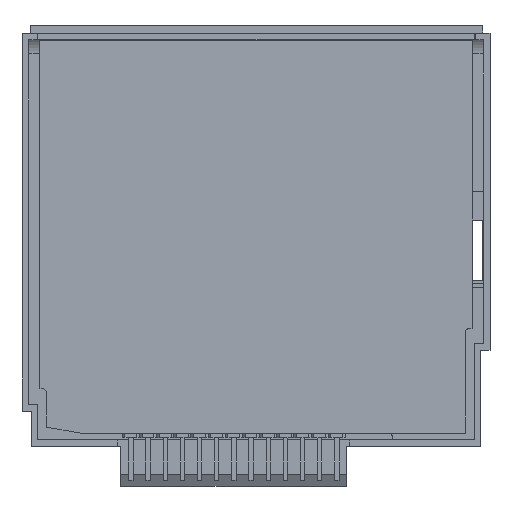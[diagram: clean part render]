
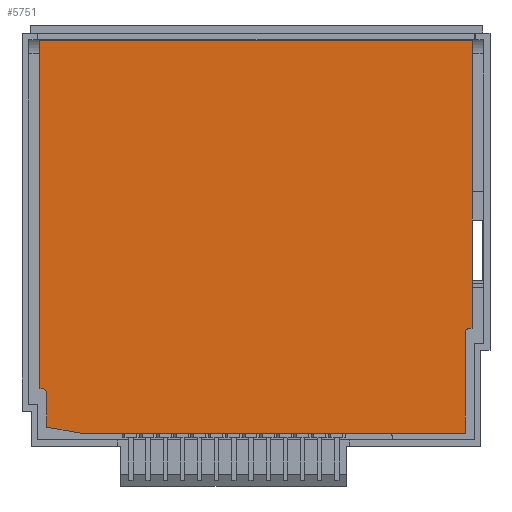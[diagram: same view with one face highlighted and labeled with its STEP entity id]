
A CAD part, front view. The second image highlights one B-rep face of the part: STEP entity #5751.
In plain terms, the highlighted planar face has unit normal (0, -1, 0).
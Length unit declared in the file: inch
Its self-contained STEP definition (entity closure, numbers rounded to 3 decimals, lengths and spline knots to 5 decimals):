
#25 = CARTESIAN_POINT ( 'NONE',  ( -1.2589, 0.11811, -2.11083 ) ) ;
#182 = VERTEX_POINT ( 'NONE', #12354 ) ;
#351 = VECTOR ( 'NONE', #17323, 39.37008 ) ;
#457 = VECTOR ( 'NONE', #10714, 39.37008 ) ;
#800 = ORIENTED_EDGE ( 'NONE', *, *, #12042, .F. ) ;
#948 = AXIS2_PLACEMENT_3D ( 'NONE', #6646, #13612, #2457 ) ;
#951 = PLANE ( 'NONE',  #6973 ) ;
#1111 = LINE ( 'NONE', #14780, #2604 ) ;
#1192 = CARTESIAN_POINT ( 'NONE',  ( -1.2589, 0.11811, -2.14083 ) ) ;
#1604 = CARTESIAN_POINT ( 'NONE',  ( -1.2189, 0.11811, -2.33583 ) ) ;
#1641 = CARTESIAN_POINT ( 'NONE',  ( -1.2489, 0.11811, -1.75833 ) ) ;
#1733 = ORIENTED_EDGE ( 'NONE', *, *, #5117, .F. ) ;
#1913 = DIRECTION ( 'NONE',  ( 0., 0., -1. ) ) ;
#1934 = VERTEX_POINT ( 'NONE', #7409 ) ;
#2094 = CARTESIAN_POINT ( 'NONE',  ( 1.2586, 0.11811, -2.14083 ) ) ;
#2156 = EDGE_CURVE ( 'NONE', #182, #2835, #13128, .T. ) ;
#2327 = DIRECTION ( 'NONE',  ( -1., 0., 0. ) ) ;
#2427 = VERTEX_POINT ( 'NONE', #25 ) ;
#2457 = DIRECTION ( 'NONE',  ( 0., 0., -1. ) ) ;
#2604 = VECTOR ( 'NONE', #16098, 39.37008 ) ;
#2835 = VERTEX_POINT ( 'NONE', #11379 ) ;
#3253 = LINE ( 'NONE', #7108, #9076 ) ;
#3515 = ORIENTED_EDGE ( 'NONE', *, *, #15013, .F. ) ;
#3930 = ORIENTED_EDGE ( 'NONE', *, *, #7173, .F. ) ;
#3970 = LINE ( 'NONE', #15937, #351 ) ;
#4226 = VERTEX_POINT ( 'NONE', #1604 ) ;
#4263 = DIRECTION ( 'NONE',  ( -1., 0., 0. ) ) ;
#4354 = LINE ( 'NONE', #2094, #9537 ) ;
#4530 = LINE ( 'NONE', #1192, #457 ) ;
#4953 = EDGE_CURVE ( 'NONE', #2835, #4226, #9516, .T. ) ;
#5117 = EDGE_CURVE ( 'NONE', #12539, #14015, #13409, .T. ) ;
#5119 = EDGE_CURVE ( 'NONE', #13825, #182, #1111, .T. ) ;
#5244 = CARTESIAN_POINT ( 'NONE',  ( 1.2186, 0.11811, -1.78833 ) ) ;
#5388 = FACE_OUTER_BOUND ( 'NONE', #6285, .T. ) ;
#5660 = VERTEX_POINT ( 'NONE', #13258 ) ;
#5746 = VECTOR ( 'NONE', #15820, 39.37008 ) ;
#5751 = ADVANCED_FACE ( 'NONE', ( #5388 ), #951, .F. ) ;
#6285 = EDGE_LOOP ( 'NONE', ( #14222, #800, #15320, #10402, #8621, #3930, #11449, #9442, #1733, #3515, #7057 ) ) ;
#6321 = EDGE_CURVE ( 'NONE', #5660, #15277, #12520, .T. ) ;
#6488 = CARTESIAN_POINT ( 'NONE',  ( -1.2489, 0.11811, -0.08583 ) ) ;
#6646 = CARTESIAN_POINT ( 'NONE',  ( 1.2486, 0.11811, -1.78833 ) ) ;
#6973 = AXIS2_PLACEMENT_3D ( 'NONE', #17516, #14763, #2327 ) ;
#7057 = ORIENTED_EDGE ( 'NONE', *, *, #14499, .F. ) ;
#7108 = CARTESIAN_POINT ( 'NONE',  ( -1.2489, 0.11811, -2.11083 ) ) ;
#7173 = EDGE_CURVE ( 'NONE', #15277, #13825, #7506, .T. ) ;
#7235 = CARTESIAN_POINT ( 'NONE',  ( -1.2189, 0.11811, -2.14083 ) ) ;
#7409 = CARTESIAN_POINT ( 'NONE',  ( -1.2489, 0.11811, -2.11083 ) ) ;
#7420 = EDGE_CURVE ( 'NONE', #16016, #1934, #17860, .T. ) ;
#7506 = CIRCLE ( 'NONE', #948, 0.03 ) ;
#8073 = AXIS2_PLACEMENT_3D ( 'NONE', #12906, #9981, #1913 ) ;
#8621 = ORIENTED_EDGE ( 'NONE', *, *, #5119, .F. ) ;
#9009 = DIRECTION ( 'NONE',  ( 0., 0., -1. ) ) ;
#9076 = VECTOR ( 'NONE', #14219, 39.37008 ) ;
#9442 = ORIENTED_EDGE ( 'NONE', *, *, #13145, .F. ) ;
#9516 = LINE ( 'NONE', #11600, #17717 ) ;
#9537 = VECTOR ( 'NONE', #9009, 39.37008 ) ;
#9717 = VECTOR ( 'NONE', #12121, 39.37008 ) ;
#9981 = DIRECTION ( 'NONE',  ( 0., -1., 0. ) ) ;
#10365 = CARTESIAN_POINT ( 'NONE',  ( -1.2589, 0.11811, -0.08583 ) ) ;
#10402 = ORIENTED_EDGE ( 'NONE', *, *, #2156, .F. ) ;
#10714 = DIRECTION ( 'NONE',  ( 0., 0., 1. ) ) ;
#11086 = CARTESIAN_POINT ( 'NONE',  ( 1.2586, 0.11811, -0.08583 ) ) ;
#11379 = CARTESIAN_POINT ( 'NONE',  ( -1.0239, 0.11811, -2.37083 ) ) ;
#11449 = ORIENTED_EDGE ( 'NONE', *, *, #6321, .F. ) ;
#11600 = CARTESIAN_POINT ( 'NONE',  ( -1.0239, 0.11811, -2.37083 ) ) ;
#12042 = EDGE_CURVE ( 'NONE', #4226, #16016, #3970, .T. ) ;
#12121 = DIRECTION ( 'NONE',  ( 1., 0., 0. ) ) ;
#12354 = CARTESIAN_POINT ( 'NONE',  ( 1.2186, 0.11811, -2.37083 ) ) ;
#12520 = LINE ( 'NONE', #1641, #15551 ) ;
#12539 = VERTEX_POINT ( 'NONE', #10365 ) ;
#12906 = CARTESIAN_POINT ( 'NONE',  ( -1.2489, 0.11811, -2.14083 ) ) ;
#13128 = LINE ( 'NONE', #14388, #5746 ) ;
#13145 = EDGE_CURVE ( 'NONE', #14015, #5660, #4354, .T. ) ;
#13258 = CARTESIAN_POINT ( 'NONE',  ( 1.2586, 0.11811, -1.75833 ) ) ;
#13409 = LINE ( 'NONE', #6488, #9717 ) ;
#13612 = DIRECTION ( 'NONE',  ( 0., -1., 0. ) ) ;
#13825 = VERTEX_POINT ( 'NONE', #5244 ) ;
#14015 = VERTEX_POINT ( 'NONE', #11086 ) ;
#14219 = DIRECTION ( 'NONE',  ( -1., 0., 0. ) ) ;
#14222 = ORIENTED_EDGE ( 'NONE', *, *, #7420, .F. ) ;
#14388 = CARTESIAN_POINT ( 'NONE',  ( -1.2489, 0.11811, -2.37083 ) ) ;
#14439 = DIRECTION ( 'NONE',  ( -0.984, 0., 0.177 ) ) ;
#14499 = EDGE_CURVE ( 'NONE', #1934, #2427, #3253, .T. ) ;
#14763 = DIRECTION ( 'NONE',  ( 0., 1., 0. ) ) ;
#14780 = CARTESIAN_POINT ( 'NONE',  ( 1.2186, 0.11811, -2.14083 ) ) ;
#15013 = EDGE_CURVE ( 'NONE', #2427, #12539, #4530, .T. ) ;
#15277 = VERTEX_POINT ( 'NONE', #16799 ) ;
#15320 = ORIENTED_EDGE ( 'NONE', *, *, #4953, .F. ) ;
#15551 = VECTOR ( 'NONE', #4263, 39.37008 ) ;
#15820 = DIRECTION ( 'NONE',  ( -1., 0., 0. ) ) ;
#15937 = CARTESIAN_POINT ( 'NONE',  ( -1.2189, 0.11811, -2.14083 ) ) ;
#16016 = VERTEX_POINT ( 'NONE', #7235 ) ;
#16098 = DIRECTION ( 'NONE',  ( 0., 0., -1. ) ) ;
#16799 = CARTESIAN_POINT ( 'NONE',  ( 1.2486, 0.11811, -1.75833 ) ) ;
#17323 = DIRECTION ( 'NONE',  ( 0., 0., 1. ) ) ;
#17516 = CARTESIAN_POINT ( 'NONE',  ( -1.2489, 0.11811, -2.14083 ) ) ;
#17717 = VECTOR ( 'NONE', #14439, 39.37008 ) ;
#17860 = CIRCLE ( 'NONE', #8073, 0.03 ) ;
